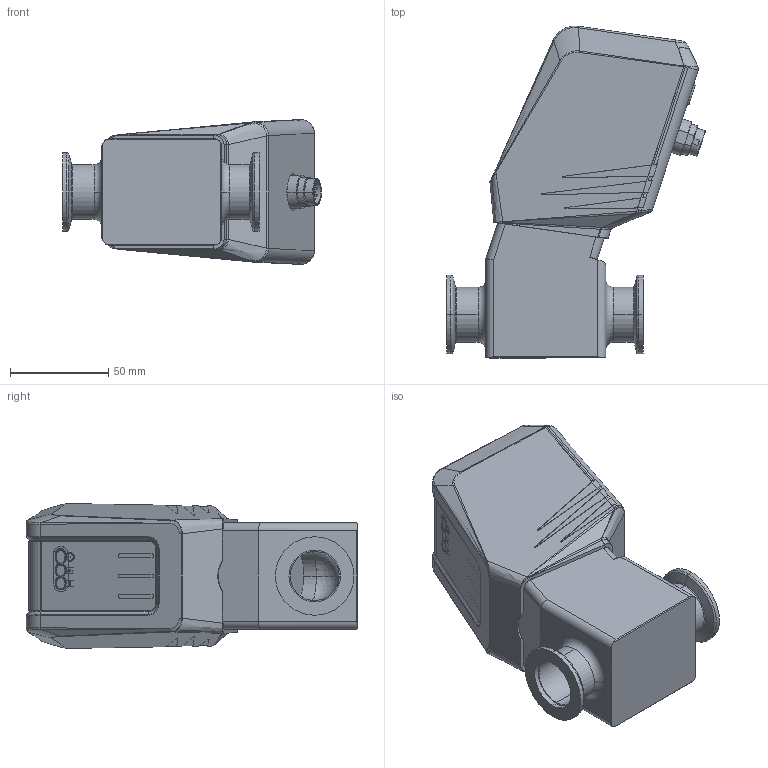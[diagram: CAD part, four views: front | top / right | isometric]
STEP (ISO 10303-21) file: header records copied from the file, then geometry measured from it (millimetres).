
FILE_DESCRIPTION (( 'STEP AP214' ), '1' );
FILE_NAME ('EAIV-A03150.STEP', '2025-09-11T17:18:09', ( '' ), ( '' ), 'SwSTEP 2.0', 'SolidWorks 2023', '' );
FILE_SCHEMA (( 'AUTOMOTIVE_DESIGN' ));
Length unit declared in the file: inch
Products named in the file (13): 36-00435_extended; 2000192990; 2000224069_SHELLED; EAIV-A03150; 35-01473_SHELLED; 2000192993; 2000192992; 22-00049; 35-01460; 35-01477; 2000193615; 39-01022_SHELLED; 24-00082
Assembly tree (12 placements, depth 4):
  EAIV-A03150
    35-01460
    2000224069_SHELLED
      39-01022_SHELLED
        36-00435_extended
        35-01477
        35-01473_SHELLED
      2000192990
      22-00049
      24-00082
      2000192993
      2000192992
      2000193615
Bounding box: 131.76 x 168.95 x 73.73 mm (x, y, z)
Volume: 253098 mm3; surface area: 161023.2 mm2
Topology: 9 solids, 12 shells, 1620 faces, 4252 edges, 2705 vertices
Faces by surface type: plane 625, cylinder 355, bspline 351, torus 145, cone 124, sphere 20
Entity records: 84639 total; most frequent: CARTESIAN_POINT 48355, ORIENTED_EDGE 8410, DIRECTION 5938, EDGE_CURVE 4212, VERTEX_POINT 2705, AXIS2_PLACEMENT_3D 2114, EDGE_LOOP 1774, LINE 1710
